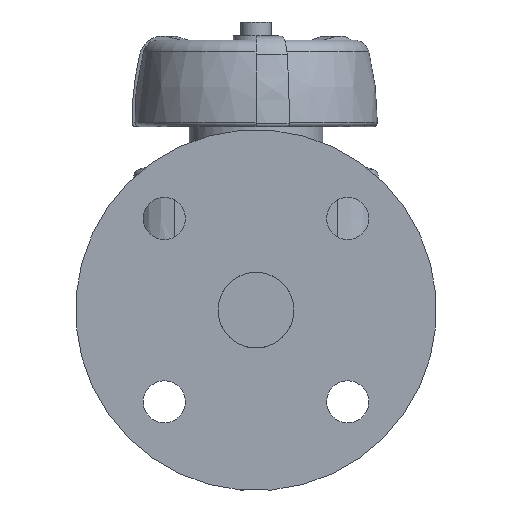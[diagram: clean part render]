
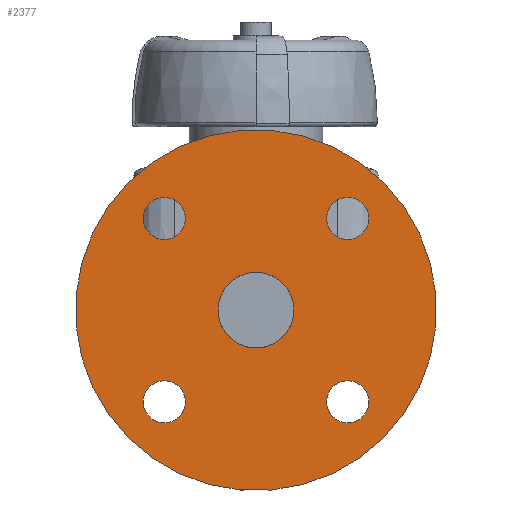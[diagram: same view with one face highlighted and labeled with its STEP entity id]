
A CAD part, left-side view. The second image highlights one B-rep face of the part: STEP entity #2377.
In plain terms, the highlighted face is planar.
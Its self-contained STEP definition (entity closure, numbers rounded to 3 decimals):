
#171=FACE_BOUND($,#536,.T.);
#172=FACE_BOUND($,#537,.T.);
#173=FACE_BOUND($,#538,.T.);
#174=FACE_BOUND($,#539,.T.);
#175=FACE_BOUND($,#540,.T.);
#176=FACE_BOUND($,#541,.T.);
#536=EDGE_LOOP($,(#2167));
#537=EDGE_LOOP($,(#2168));
#538=EDGE_LOOP($,(#2169));
#539=EDGE_LOOP($,(#2170));
#540=EDGE_LOOP($,(#2171));
#541=EDGE_LOOP($,(#2172));
#940=CIRCLE($,#2677,6.95);
#942=CIRCLE($,#2680,6.95);
#944=CIRCLE($,#2683,6.95);
#946=CIRCLE($,#2686,6.95);
#950=CIRCLE($,#2693,59.5);
#951=CIRCLE($,#2695,12.5);
#1169=VERTEX_POINT($,#5232);
#1171=VERTEX_POINT($,#5237);
#1173=VERTEX_POINT($,#5242);
#1175=VERTEX_POINT($,#5247);
#1179=VERTEX_POINT($,#5258);
#1180=VERTEX_POINT($,#5261);
#1501=EDGE_CURVE($,#1169,#1169,#940,.T.);
#1503=EDGE_CURVE($,#1171,#1171,#942,.T.);
#1505=EDGE_CURVE($,#1173,#1173,#944,.T.);
#1507=EDGE_CURVE($,#1175,#1175,#946,.T.);
#1511=EDGE_CURVE($,#1179,#1179,#950,.T.);
#1512=EDGE_CURVE($,#1180,#1180,#951,.T.);
#2167=ORIENTED_EDGE($,*,*,#1501,.T.);
#2168=ORIENTED_EDGE($,*,*,#1503,.T.);
#2169=ORIENTED_EDGE($,*,*,#1505,.T.);
#2170=ORIENTED_EDGE($,*,*,#1507,.T.);
#2171=ORIENTED_EDGE($,*,*,#1511,.T.);
#2172=ORIENTED_EDGE($,*,*,#1512,.F.);
#2235=PLANE($,#2694);
#2377=ADVANCED_FACE($,(#171,#172,#173,#174,#175,#176),#2235,.T.);
#2677=AXIS2_PLACEMENT_3D($,#5233,#3411,#3412);
#2680=AXIS2_PLACEMENT_3D($,#5238,#3417,#3418);
#2683=AXIS2_PLACEMENT_3D($,#5243,#3423,#3424);
#2686=AXIS2_PLACEMENT_3D($,#5248,#3429,#3430);
#2693=AXIS2_PLACEMENT_3D($,#5259,#3443,#3444);
#2694=AXIS2_PLACEMENT_3D($,#5260,#3445,#3446);
#2695=AXIS2_PLACEMENT_3D($,#5262,#3447,#3448);
#3411=DIRECTION('center_axis',(0.,0.,-1.));
#3412=DIRECTION('ref_axis',(0.,1.,0.));
#3417=DIRECTION('center_axis',(0.,0.,-1.));
#3418=DIRECTION('ref_axis',(1.,0.,0.));
#3423=DIRECTION('center_axis',(0.,0.,-1.));
#3424=DIRECTION('ref_axis',(0.,-1.,0.));
#3429=DIRECTION('center_axis',(0.,0.,-1.));
#3430=DIRECTION('ref_axis',(-1.,0.,0.));
#3443=DIRECTION('center_axis',(0.,0.,1.));
#3444=DIRECTION('ref_axis',(1.,0.,0.));
#3445=DIRECTION('center_axis',(0.,0.,1.));
#3446=DIRECTION('ref_axis',(1.,0.,0.));
#3447=DIRECTION('center_axis',(0.,0.,1.));
#3448=DIRECTION('ref_axis',(1.,0.,0.));
#5232=CARTESIAN_POINT('',(0.,35.8,25.2));
#5233=CARTESIAN_POINT('Origin',(0.,42.75,25.2));
#5237=CARTESIAN_POINT('',(35.8,0.,25.2));
#5238=CARTESIAN_POINT('Origin',(42.75,0.,25.2));
#5242=CARTESIAN_POINT('',(0.,-35.8,25.2));
#5243=CARTESIAN_POINT('Origin',(0.,-42.75,25.2));
#5247=CARTESIAN_POINT('',(-35.8,0.,25.2));
#5248=CARTESIAN_POINT('Origin',(-42.75,0.,25.2));
#5258=CARTESIAN_POINT('',(0.,-59.5,25.2));
#5259=CARTESIAN_POINT('Origin',(0.,0.,25.2));
#5260=CARTESIAN_POINT('Origin',(0.,-12.5,25.2));
#5261=CARTESIAN_POINT('',(0.,-12.5,25.2));
#5262=CARTESIAN_POINT('Origin',(0.,0.,25.2));
